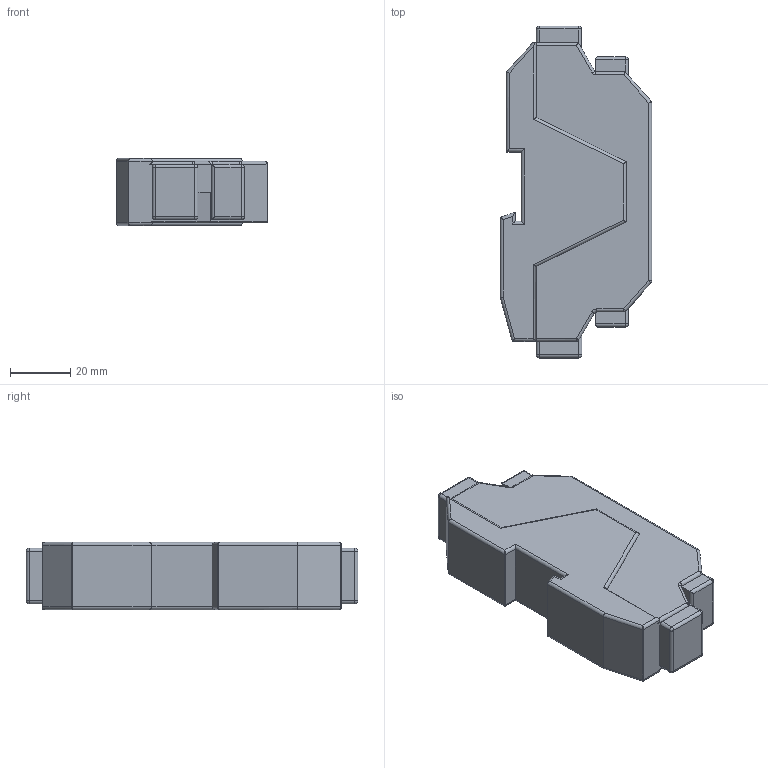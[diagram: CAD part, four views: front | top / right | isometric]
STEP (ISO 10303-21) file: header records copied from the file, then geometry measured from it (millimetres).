
FILE_DESCRIPTION((''),'2;1');
FILE_NAME('CAD0411','2012-03-15T',('dhelisch'),(''),'PRO/ENGINEER BY PARAMETRIC TECHNOLOGY CORPORATION, 2007250','PRO/ENGINEER BY PARAMETRIC TECHNOLOGY CORPORATION, 2007250','');
FILE_SCHEMA(('CONFIG_CONTROL_DESIGN'));
Length unit declared in the file: millimetre
Products named in the file (1): CAD0411
Bounding box: 50.5 x 110.6 x 22.5 mm (x, y, z)
Volume: 94650.7 mm3; surface area: 15949.6 mm2
Topology: 1 solids, 1 shells, 177 faces, 406 edges, 228 vertices
Faces by surface type: cylinder 90, plane 49, bspline 19, sphere 15, torus 4
Entity records: 7232 total; most frequent: CARTESIAN_POINT 2044, ORIENTED_EDGE 806, DIRECTION 743, PRESENTATION_STYLE_ASSIGNMENT 416, STYLED_ITEM 410, CURVE_STYLE 403, EDGE_CURVE 403, AXIS2_PLACEMENT_3D 260
